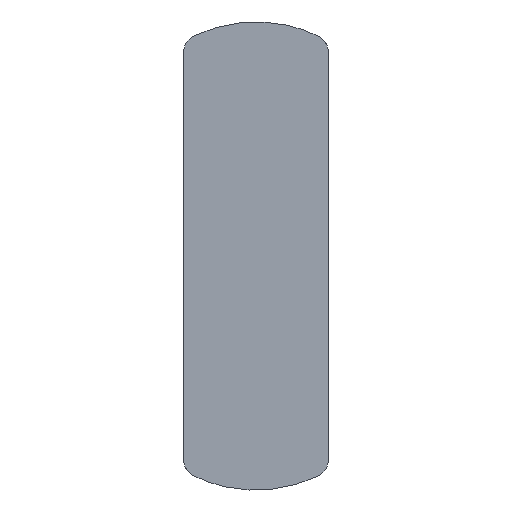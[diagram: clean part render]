
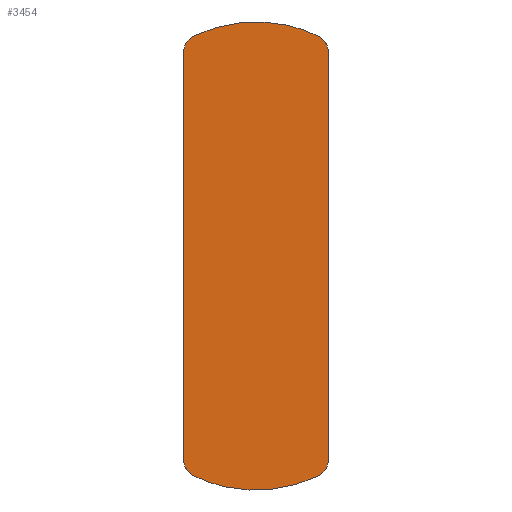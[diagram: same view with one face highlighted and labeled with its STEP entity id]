
A CAD part, front view. The second image highlights one B-rep face of the part: STEP entity #3454.
In plain terms, the highlighted free-form (B-spline) face has degree [1, 1] with [2, 2] control points.
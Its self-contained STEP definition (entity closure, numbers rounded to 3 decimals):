
#3401 = VERTEX_POINT('',#3402);
#3402 = CARTESIAN_POINT('',(13.045,0.,46.933));
#3407 = EDGE_CURVE('',#3401,#3408,#3410,.T.);
#3408 = VERTEX_POINT('',#3409);
#3409 = CARTESIAN_POINT('',(15.453,0.,43.126));
#3410 = ( BOUNDED_CURVE() B_SPLINE_CURVE(2,(#3411,#3412,#3413),
.UNSPECIFIED.,.F.,.F.) B_SPLINE_CURVE_WITH_KNOTS((3,3),(5.719,
6.847),.PIECEWISE_BEZIER_KNOTS.) CURVE() 
GEOMETRIC_REPRESENTATION_ITEM() RATIONAL_B_SPLINE_CURVE((1.,
0.845,1.)) REPRESENTATION_ITEM('') );
#3411 = CARTESIAN_POINT('',(13.045,0.,46.933));
#3412 = CARTESIAN_POINT('',(15.453,0.,45.791));
#3413 = CARTESIAN_POINT('',(15.453,0.,43.126));
#3431 = EDGE_CURVE('',#3408,#3432,#3434,.T.);
#3432 = VERTEX_POINT('',#3433);
#3433 = CARTESIAN_POINT('',(15.453,0.,-43.126));
#3434 = B_SPLINE_CURVE_WITH_KNOTS('',1,(#3435,#3436),.UNSPECIFIED.,.F.,
  .F.,(2,2),(4.801,66.199),.PIECEWISE_BEZIER_KNOTS.);
#3435 = CARTESIAN_POINT('',(15.453,0.,43.126));
#3436 = CARTESIAN_POINT('',(15.453,0.,-43.126));
#3454 = ADVANCED_FACE('',(#3455),#3504,.F.);
#3455 = FACE_BOUND('',#3456,.T.);
#3456 = EDGE_LOOP('',(#3457,#3458,#3466,#3474,#3481,#3489,#3497,#3503));
#3457 = ORIENTED_EDGE('',*,*,#3407,.F.);
#3458 = ORIENTED_EDGE('',*,*,#3459,.F.);
#3459 = EDGE_CURVE('',#3460,#3401,#3462,.T.);
#3460 = VERTEX_POINT('',#3461);
#3461 = CARTESIAN_POINT('',(-13.045,0.,46.933));
#3462 = ( BOUNDED_CURVE() B_SPLINE_CURVE(2,(#3463,#3464,#3465),
.UNSPECIFIED.,.F.,.F.) B_SPLINE_CURVE_WITH_KNOTS((3,3),(
0.09,0.975),.PIECEWISE_BEZIER_KNOTS.) CURVE() 
GEOMETRIC_REPRESENTATION_ITEM() RATIONAL_B_SPLINE_CURVE((1.,
0.904,1.)) REPRESENTATION_ITEM('') );
#3463 = CARTESIAN_POINT('',(-13.045,0.,46.933));
#3464 = CARTESIAN_POINT('',(0.,0.,53.121));
#3465 = CARTESIAN_POINT('',(13.045,0.,46.933));
#3466 = ORIENTED_EDGE('',*,*,#3467,.F.);
#3467 = EDGE_CURVE('',#3468,#3460,#3470,.T.);
#3468 = VERTEX_POINT('',#3469);
#3469 = CARTESIAN_POINT('',(-15.453,0.,43.126));
#3470 = ( BOUNDED_CURVE() B_SPLINE_CURVE(2,(#3471,#3472,#3473),
.UNSPECIFIED.,.F.,.F.) B_SPLINE_CURVE_WITH_KNOTS((3,3),(5.719,
6.847),.PIECEWISE_BEZIER_KNOTS.) CURVE() 
GEOMETRIC_REPRESENTATION_ITEM() RATIONAL_B_SPLINE_CURVE((1.,
0.845,1.)) REPRESENTATION_ITEM('') );
#3471 = CARTESIAN_POINT('',(-15.453,0.,43.126));
#3472 = CARTESIAN_POINT('',(-15.453,0.,45.791));
#3473 = CARTESIAN_POINT('',(-13.045,0.,46.933));
#3474 = ORIENTED_EDGE('',*,*,#3475,.F.);
#3475 = EDGE_CURVE('',#3476,#3468,#3478,.T.);
#3476 = VERTEX_POINT('',#3477);
#3477 = CARTESIAN_POINT('',(-15.453,0.,-43.126));
#3478 = B_SPLINE_CURVE_WITH_KNOTS('',1,(#3479,#3480),.UNSPECIFIED.,.F.,
  .F.,(2,2),(4.801,66.199),.PIECEWISE_BEZIER_KNOTS.);
#3479 = CARTESIAN_POINT('',(-15.453,0.,-43.126));
#3480 = CARTESIAN_POINT('',(-15.453,0.,43.126));
#3481 = ORIENTED_EDGE('',*,*,#3482,.F.);
#3482 = EDGE_CURVE('',#3483,#3476,#3485,.T.);
#3483 = VERTEX_POINT('',#3484);
#3484 = CARTESIAN_POINT('',(-13.045,0.,-46.933));
#3485 = ( BOUNDED_CURVE() B_SPLINE_CURVE(2,(#3486,#3487,#3488),
.UNSPECIFIED.,.F.,.F.) B_SPLINE_CURVE_WITH_KNOTS((3,3),(5.719,
6.847),.PIECEWISE_BEZIER_KNOTS.) CURVE() 
GEOMETRIC_REPRESENTATION_ITEM() RATIONAL_B_SPLINE_CURVE((1.,
0.845,1.)) REPRESENTATION_ITEM('') );
#3486 = CARTESIAN_POINT('',(-13.045,0.,-46.933));
#3487 = CARTESIAN_POINT('',(-15.453,0.,-45.791));
#3488 = CARTESIAN_POINT('',(-15.453,0.,-43.126));
#3489 = ORIENTED_EDGE('',*,*,#3490,.F.);
#3490 = EDGE_CURVE('',#3491,#3483,#3493,.T.);
#3491 = VERTEX_POINT('',#3492);
#3492 = CARTESIAN_POINT('',(13.045,0.,-46.933));
#3493 = ( BOUNDED_CURVE() B_SPLINE_CURVE(2,(#3494,#3495,#3496),
.UNSPECIFIED.,.F.,.F.) B_SPLINE_CURVE_WITH_KNOTS((3,3),(
0.09,0.975),.PIECEWISE_BEZIER_KNOTS.) CURVE() 
GEOMETRIC_REPRESENTATION_ITEM() RATIONAL_B_SPLINE_CURVE((1.,
0.904,1.)) REPRESENTATION_ITEM('') );
#3494 = CARTESIAN_POINT('',(13.045,0.,-46.933));
#3495 = CARTESIAN_POINT('',(0.,0.,-53.121));
#3496 = CARTESIAN_POINT('',(-13.045,0.,-46.933));
#3497 = ORIENTED_EDGE('',*,*,#3498,.F.);
#3498 = EDGE_CURVE('',#3432,#3491,#3499,.T.);
#3499 = ( BOUNDED_CURVE() B_SPLINE_CURVE(2,(#3500,#3501,#3502),
.UNSPECIFIED.,.F.,.F.) B_SPLINE_CURVE_WITH_KNOTS((3,3),(5.719,
6.847),.PIECEWISE_BEZIER_KNOTS.) CURVE() 
GEOMETRIC_REPRESENTATION_ITEM() RATIONAL_B_SPLINE_CURVE((1.,
0.845,1.)) REPRESENTATION_ITEM('') );
#3500 = CARTESIAN_POINT('',(15.453,0.,-43.126));
#3501 = CARTESIAN_POINT('',(15.453,0.,-45.791));
#3502 = CARTESIAN_POINT('',(13.045,0.,-46.933));
#3503 = ORIENTED_EDGE('',*,*,#3431,.F.);
#3504 = B_SPLINE_SURFACE_WITH_KNOTS('',1,1,(
    (#3505,#3506)
    ,(#3507,#3508
    )),.UNSPECIFIED.,.F.,.F.,.F.,(2,2),(2,2),(-35.5,35.5),(-11.,11.),
  .PIECEWISE_BEZIER_KNOTS.);
#3505 = CARTESIAN_POINT('',(-15.453,0.,-49.87));
#3506 = CARTESIAN_POINT('',(15.453,0.,-49.87));
#3507 = CARTESIAN_POINT('',(-15.453,0.,49.87));
#3508 = CARTESIAN_POINT('',(15.453,0.,49.87));
